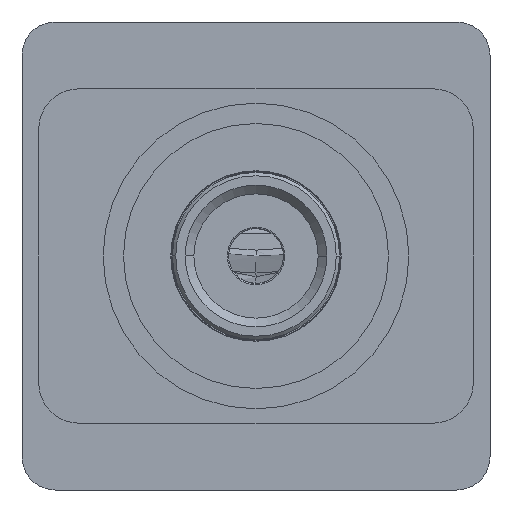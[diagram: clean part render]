
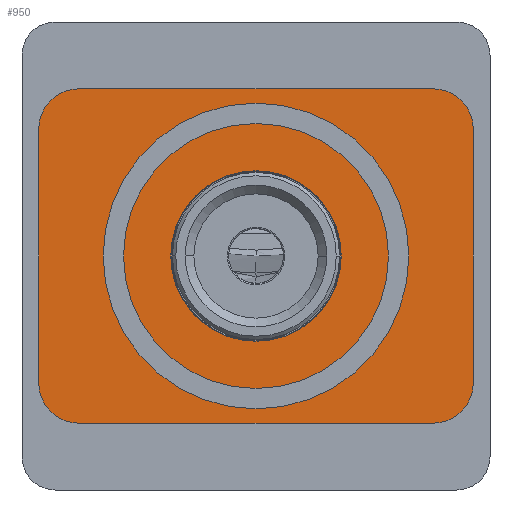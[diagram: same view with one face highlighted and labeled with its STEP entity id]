
A CAD part, front view. The second image highlights one B-rep face of the part: STEP entity #950.
In plain terms, the highlighted planar face has unit normal (0, -1, 0).
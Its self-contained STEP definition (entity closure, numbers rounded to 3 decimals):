
#275=DIRECTION('',(1.,0.,0.));
#276=VECTOR('',#275,17.717);
#277=CARTESIAN_POINT('',(-8.859,3.2,25.));
#278=LINE('',#277,#276);
#279=CARTESIAN_POINT('',(16.,3.2,18.));
#280=DIRECTION('',(0.,1.,0.));
#281=DIRECTION('',(-0.714,0.,0.7));
#282=AXIS2_PLACEMENT_3D('',#279,#280,#281);
#284=DIRECTION('',(1.,0.,0.));
#285=VECTOR('',#284,3.359);
#286=CARTESIAN_POINT('',(23.141,3.2,25.));
#287=LINE('',#286,#285);
#288=CARTESIAN_POINT('',(26.5,3.2,19.));
#289=DIRECTION('',(0.,1.,0.));
#290=DIRECTION('',(0.,0.,1.));
#291=AXIS2_PLACEMENT_3D('',#288,#289,#290);
#293=DIRECTION('',(0.,0.,-1.));
#294=VECTOR('',#293,38.);
#295=CARTESIAN_POINT('',(32.5,3.2,19.));
#296=LINE('',#295,#294);
#297=CARTESIAN_POINT('',(26.5,3.2,-19.));
#298=DIRECTION('',(0.,1.,0.));
#299=DIRECTION('',(1.,0.,0.));
#300=AXIS2_PLACEMENT_3D('',#297,#298,#299);
#302=DIRECTION('',(-1.,0.,0.));
#303=VECTOR('',#302,19.359);
#304=CARTESIAN_POINT('',(26.5,3.2,-25.));
#305=LINE('',#304,#303);
#306=CARTESIAN_POINT('',(0.,3.2,-18.));
#307=DIRECTION('',(0.,1.,0.));
#308=DIRECTION('',(0.714,0.,-0.7));
#309=AXIS2_PLACEMENT_3D('',#306,#307,#308);
#311=DIRECTION('',(-1.,0.,0.));
#312=VECTOR('',#311,19.359);
#313=CARTESIAN_POINT('',(-7.141,3.2,-25.));
#314=LINE('',#313,#312);
#315=CARTESIAN_POINT('',(-26.5,3.2,-19.));
#316=DIRECTION('',(0.,1.,0.));
#317=DIRECTION('',(0.,0.,-1.));
#318=AXIS2_PLACEMENT_3D('',#315,#316,#317);
#320=DIRECTION('',(0.,0.,1.));
#321=VECTOR('',#320,38.);
#322=CARTESIAN_POINT('',(-32.5,3.2,-19.));
#323=LINE('',#322,#321);
#324=CARTESIAN_POINT('',(-26.5,3.2,19.));
#325=DIRECTION('',(0.,1.,0.));
#326=DIRECTION('',(-1.,0.,0.));
#327=AXIS2_PLACEMENT_3D('',#324,#325,#326);
#329=DIRECTION('',(1.,0.,0.));
#330=VECTOR('',#329,3.359);
#331=CARTESIAN_POINT('',(-26.5,3.2,25.));
#332=LINE('',#331,#330);
#333=CARTESIAN_POINT('',(-16.,3.2,18.));
#334=DIRECTION('',(0.,1.,0.));
#335=DIRECTION('',(-0.714,0.,0.7));
#336=AXIS2_PLACEMENT_3D('',#333,#334,#335);
#338=CARTESIAN_POINT('',(0.,3.2,0.));
#339=DIRECTION('',(0.,-1.,0.));
#340=DIRECTION('',(0.,0.,1.));
#341=AXIS2_PLACEMENT_3D('',#338,#339,#340);
#343=CARTESIAN_POINT('',(0.,3.2,0.));
#344=DIRECTION('',(0.,-1.,0.));
#345=DIRECTION('',(0.,0.,-1.));
#346=AXIS2_PLACEMENT_3D('',#343,#344,#345);
#511=CARTESIAN_POINT('',(0.,3.2,12.75));
#512=VERTEX_POINT('',#511);
#513=CARTESIAN_POINT('',(0.,3.2,-12.75));
#514=VERTEX_POINT('',#513);
#515=CARTESIAN_POINT('',(-8.859,3.2,25.));
#516=CARTESIAN_POINT('',(8.859,3.2,25.));
#517=VERTEX_POINT('',#515);
#518=VERTEX_POINT('',#516);
#519=CARTESIAN_POINT('',(23.141,3.2,25.));
#520=VERTEX_POINT('',#519);
#521=CARTESIAN_POINT('',(26.5,3.2,25.));
#522=VERTEX_POINT('',#521);
#523=CARTESIAN_POINT('',(32.5,3.2,19.));
#524=VERTEX_POINT('',#523);
#525=CARTESIAN_POINT('',(32.5,3.2,-19.));
#526=VERTEX_POINT('',#525);
#527=CARTESIAN_POINT('',(26.5,3.2,-25.));
#528=VERTEX_POINT('',#527);
#529=CARTESIAN_POINT('',(7.141,3.2,-25.));
#530=VERTEX_POINT('',#529);
#531=CARTESIAN_POINT('',(-7.141,3.2,-25.));
#532=VERTEX_POINT('',#531);
#533=CARTESIAN_POINT('',(-26.5,3.2,-25.));
#534=VERTEX_POINT('',#533);
#535=CARTESIAN_POINT('',(-32.5,3.2,-19.));
#536=VERTEX_POINT('',#535);
#537=CARTESIAN_POINT('',(-32.5,3.2,19.));
#538=VERTEX_POINT('',#537);
#539=CARTESIAN_POINT('',(-26.5,3.2,25.));
#540=VERTEX_POINT('',#539);
#541=CARTESIAN_POINT('',(-23.141,3.2,25.));
#542=VERTEX_POINT('',#541);
#911=CARTESIAN_POINT('',(0.,3.2,0.));
#912=DIRECTION('',(0.,-1.,0.));
#913=DIRECTION('',(-1.,0.,0.));
#914=AXIS2_PLACEMENT_3D('',#911,#912,#913);
#915=PLANE('',#914);
#917=ORIENTED_EDGE('',*,*,#916,.T.);
#919=ORIENTED_EDGE('',*,*,#918,.T.);
#921=ORIENTED_EDGE('',*,*,#920,.T.);
#923=ORIENTED_EDGE('',*,*,#922,.T.);
#925=ORIENTED_EDGE('',*,*,#924,.T.);
#927=ORIENTED_EDGE('',*,*,#926,.T.);
#929=ORIENTED_EDGE('',*,*,#928,.T.);
#931=ORIENTED_EDGE('',*,*,#930,.T.);
#933=ORIENTED_EDGE('',*,*,#932,.T.);
#935=ORIENTED_EDGE('',*,*,#934,.T.);
#937=ORIENTED_EDGE('',*,*,#936,.T.);
#939=ORIENTED_EDGE('',*,*,#938,.T.);
#941=ORIENTED_EDGE('',*,*,#940,.T.);
#943=ORIENTED_EDGE('',*,*,#942,.T.);
#944=EDGE_LOOP('',(#917,#919,#921,#923,#925,#927,#929,#931,#933,#935,#937,#939,
#941,#943));
#945=FACE_OUTER_BOUND('',#944,.F.);
#946=ORIENTED_EDGE('',*,*,#905,.T.);
#947=ORIENTED_EDGE('',*,*,#890,.T.);
#948=EDGE_LOOP('',(#946,#947));
#949=FACE_BOUND('',#948,.F.);
#950=ADVANCED_FACE('',(#945,#949),#915,.T.);
#283=CIRCLE('',#282,10.);
#292=CIRCLE('',#291,6.);
#301=CIRCLE('',#300,6.);
#310=CIRCLE('',#309,10.);
#319=CIRCLE('',#318,6.);
#328=CIRCLE('',#327,6.);
#337=CIRCLE('',#336,10.);
#342=CIRCLE('',#341,12.75);
#347=CIRCLE('',#346,12.75);
#890=EDGE_CURVE('',#514,#512,#347,.T.);
#905=EDGE_CURVE('',#512,#514,#342,.T.);
#916=EDGE_CURVE('',#517,#518,#278,.T.);
#918=EDGE_CURVE('',#518,#520,#283,.T.);
#920=EDGE_CURVE('',#520,#522,#287,.T.);
#922=EDGE_CURVE('',#522,#524,#292,.T.);
#924=EDGE_CURVE('',#524,#526,#296,.T.);
#926=EDGE_CURVE('',#526,#528,#301,.T.);
#928=EDGE_CURVE('',#528,#530,#305,.T.);
#930=EDGE_CURVE('',#530,#532,#310,.T.);
#932=EDGE_CURVE('',#532,#534,#314,.T.);
#934=EDGE_CURVE('',#534,#536,#319,.T.);
#936=EDGE_CURVE('',#536,#538,#323,.T.);
#938=EDGE_CURVE('',#538,#540,#328,.T.);
#940=EDGE_CURVE('',#540,#542,#332,.T.);
#942=EDGE_CURVE('',#542,#517,#337,.T.);
